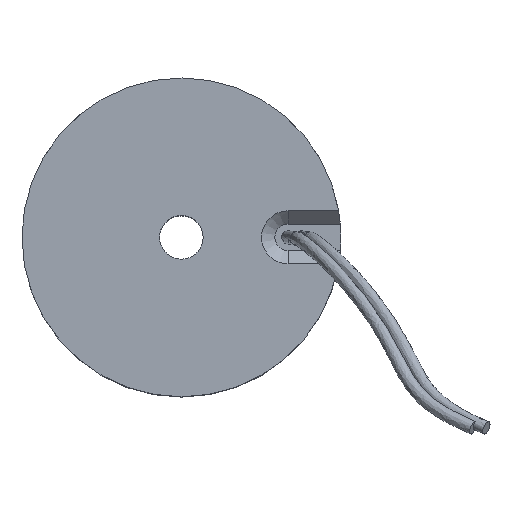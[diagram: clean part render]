
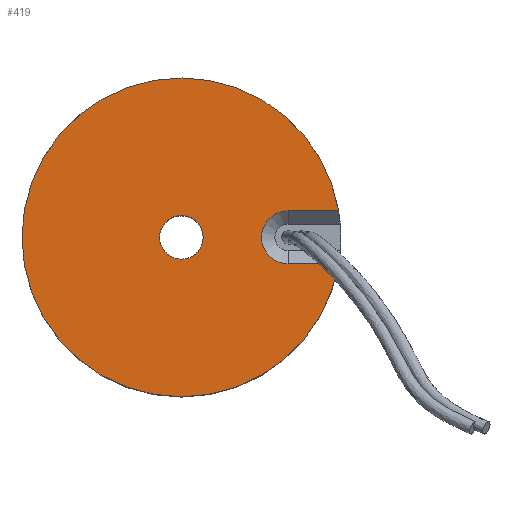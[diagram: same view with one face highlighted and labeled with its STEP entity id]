
A CAD part, top view. The second image highlights one B-rep face of the part: STEP entity #419.
In plain terms, the highlighted planar face has unit normal (0, 0, 1).
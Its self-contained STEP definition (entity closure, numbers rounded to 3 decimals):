
#37=FACE_BOUND('',#93,.T.);
#47=PLANE('',#469);
#68=FACE_OUTER_BOUND('',#92,.T.);
#92=EDGE_LOOP('',(#297,#298,#299,#300));
#93=EDGE_LOOP('',(#301));
#121=CIRCLE('',#466,1.5);
#122=CIRCLE('',#470,9.);
#123=CIRCLE('',#471,1.23);
#165=LINE('',#707,#181);
#170=LINE('',#722,#186);
#181=VECTOR('',#537,10.);
#186=VECTOR('',#552,10.);
#201=VERTEX_POINT('',#704);
#202=VERTEX_POINT('',#706);
#204=VERTEX_POINT('',#712);
#206=VERTEX_POINT('',#718);
#208=VERTEX_POINT('',#725);
#235=EDGE_CURVE('',#201,#202,#165,.T.);
#240=EDGE_CURVE('',#202,#204,#121,.T.);
#243=EDGE_CURVE('',#204,#206,#170,.T.);
#244=EDGE_CURVE('',#206,#201,#122,.T.);
#245=EDGE_CURVE('',#208,#208,#123,.T.);
#297=ORIENTED_EDGE('',*,*,#243,.F.);
#298=ORIENTED_EDGE('',*,*,#240,.F.);
#299=ORIENTED_EDGE('',*,*,#235,.F.);
#300=ORIENTED_EDGE('',*,*,#244,.F.);
#301=ORIENTED_EDGE('',*,*,#245,.T.);
#419=ADVANCED_FACE('',(#68,#37),#47,.F.);
#466=AXIS2_PLACEMENT_3D('',#716,#545,#546);
#469=AXIS2_PLACEMENT_3D('',#723,#553,#554);
#470=AXIS2_PLACEMENT_3D('',#724,#555,#556);
#471=AXIS2_PLACEMENT_3D('',#726,#557,#558);
#537=DIRECTION('',(-1.,0.,0.));
#545=DIRECTION('center_axis',(0.,0.,1.));
#546=DIRECTION('ref_axis',(0.,1.,0.));
#552=DIRECTION('',(1.,0.,0.));
#553=DIRECTION('center_axis',(0.,0.,-1.));
#554=DIRECTION('ref_axis',(-1.,0.,0.));
#555=DIRECTION('center_axis',(0.,0.,-1.));
#556=DIRECTION('ref_axis',(-1.,0.,0.));
#557=DIRECTION('center_axis',(0.,0.,-1.));
#558=DIRECTION('ref_axis',(1.,0.,0.));
#704=CARTESIAN_POINT('',(8.874,1.5,11.));
#706=CARTESIAN_POINT('',(6.025,1.5,11.));
#707=CARTESIAN_POINT('',(4.484,1.5,11.));
#712=CARTESIAN_POINT('',(6.025,-1.5,11.));
#716=CARTESIAN_POINT('Origin',(6.025,0.,11.));
#718=CARTESIAN_POINT('',(8.874,-1.5,11.));
#722=CARTESIAN_POINT('',(3.013,-1.5,11.));
#723=CARTESIAN_POINT('Origin',(0.,0.,11.));
#724=CARTESIAN_POINT('Origin',(0.,0.,11.));
#725=CARTESIAN_POINT('',(-1.23,0.,11.));
#726=CARTESIAN_POINT('Origin',(0.,0.,
11.));
